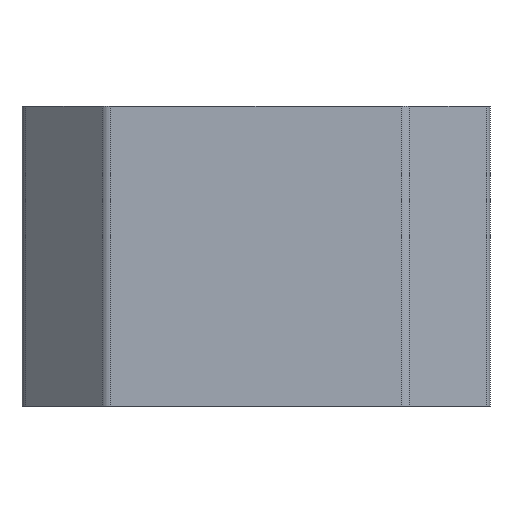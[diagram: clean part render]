
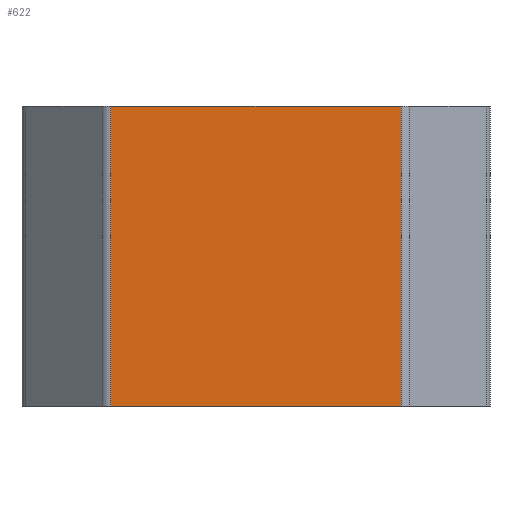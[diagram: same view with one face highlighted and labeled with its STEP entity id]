
A CAD part, front view. The second image highlights one B-rep face of the part: STEP entity #622.
In plain terms, the highlighted planar face has unit normal (0, -1, 0).
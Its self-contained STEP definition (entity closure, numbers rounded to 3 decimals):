
#23 = CARTESIAN_POINT ( 'NONE',  ( 12.086, -10., 0. ) ) ;
#27 = VERTEX_POINT ( 'NONE', #630 ) ;
#99 = PLANE ( 'NONE',  #773 ) ;
#104 = CARTESIAN_POINT ( 'NONE',  ( -12.086, -10., -25. ) ) ;
#133 = EDGE_LOOP ( 'NONE', ( #213, #383, #597, #633 ) ) ;
#174 = VECTOR ( 'NONE', #465, 1000. ) ;
#185 = DIRECTION ( 'NONE',  ( 0., 0., -1. ) ) ;
#213 = ORIENTED_EDGE ( 'NONE', *, *, #932, .F. ) ;
#242 = LINE ( 'NONE', #408, #455 ) ;
#285 = LINE ( 'NONE', #691, #720 ) ;
#326 = FACE_OUTER_BOUND ( 'NONE', #133, .T. ) ;
#350 = CARTESIAN_POINT ( 'NONE',  ( -12.086, -10., 0. ) ) ;
#353 = EDGE_CURVE ( 'NONE', #916, #785, #242, .T. ) ;
#383 = ORIENTED_EDGE ( 'NONE', *, *, #859, .F. ) ;
#408 = CARTESIAN_POINT ( 'NONE',  ( 12.086, -10., -25. ) ) ;
#455 = VECTOR ( 'NONE', #834, 1000. ) ;
#465 = DIRECTION ( 'NONE',  ( 0., 0., 1. ) ) ;
#472 = VERTEX_POINT ( 'NONE', #350 ) ;
#506 = EDGE_CURVE ( 'NONE', #27, #916, #285, .T. ) ;
#593 = DIRECTION ( 'NONE',  ( 0., -1., 0. ) ) ;
#597 = ORIENTED_EDGE ( 'NONE', *, *, #506, .T. ) ;
#618 = DIRECTION ( 'NONE',  ( 1., 0., 0. ) ) ;
#622 = ADVANCED_FACE ( 'NONE', ( #326 ), #99, .T. ) ;
#630 = CARTESIAN_POINT ( 'NONE',  ( -12.086, -10., -25. ) ) ;
#633 = ORIENTED_EDGE ( 'NONE', *, *, #353, .T. ) ;
#691 = CARTESIAN_POINT ( 'NONE',  ( -12.086, -10., -25. ) ) ;
#694 = CARTESIAN_POINT ( 'NONE',  ( -12.086, -10., -25. ) ) ;
#720 = VECTOR ( 'NONE', #618, 1000. ) ;
#773 = AXIS2_PLACEMENT_3D ( 'NONE', #104, #593, #185 ) ;
#778 = LINE ( 'NONE', #694, #174 ) ;
#785 = VERTEX_POINT ( 'NONE', #23 ) ;
#803 = CARTESIAN_POINT ( 'NONE',  ( 12.086, -10., -25. ) ) ;
#834 = DIRECTION ( 'NONE',  ( 0., 0., 1. ) ) ;
#850 = CARTESIAN_POINT ( 'NONE',  ( -12.086, -10., 0. ) ) ;
#859 = EDGE_CURVE ( 'NONE', #27, #472, #778, .T. ) ;
#916 = VERTEX_POINT ( 'NONE', #803 ) ;
#919 = DIRECTION ( 'NONE',  ( 1., 0., 0. ) ) ;
#932 = EDGE_CURVE ( 'NONE', #472, #785, #991, .T. ) ;
#991 = LINE ( 'NONE', #850, #1071 ) ;
#1071 = VECTOR ( 'NONE', #919, 1000. ) ;
